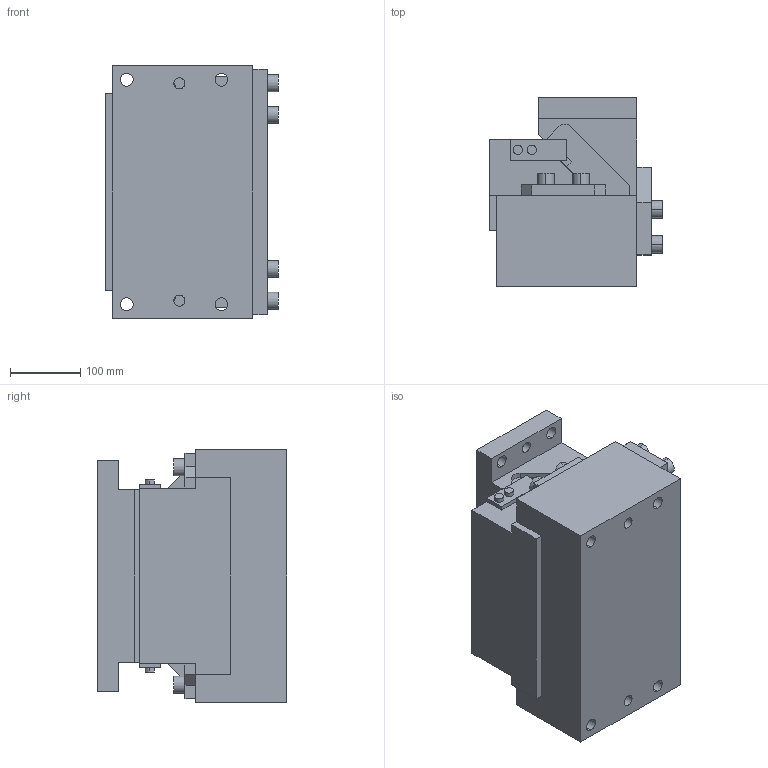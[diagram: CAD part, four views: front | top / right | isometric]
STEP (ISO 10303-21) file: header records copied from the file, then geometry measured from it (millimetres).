
FILE_DESCRIPTION(('CATIA V5 STEP Exchange'),'2;1');
FILE_NAME('CDCA_250_00_40.stp','2018-09-24T14:18:30+00:00',('none'),('none'),'CATIA Version 5 Release 20 GA (IN-10)','CATIA V5 STEP AP203','none');
FILE_SCHEMA(('CONFIG_CONTROL_DESIGN'));
Length unit declared in the file: millimetre
Products named in the file (1): CDCA_250_00_40
Bounding box: 246 x 270 x 360 mm (x, y, z)
Volume: 14808871.1 mm3; surface area: 940434.6 mm2
Topology: 3 solids, 7 shells, 229 faces, 654 edges, 457 vertices
Faces by surface type: plane 151, cylinder 74, cone 4
Entity records: 7671 total; most frequent: CARTESIAN_POINT 1754, ORIENTED_EDGE 1300, DIRECTION 1008, EDGE_CURVE 650, VERTEX_POINT 457, VECTOR 428, LINE 428, AXIS2_PLACEMENT_3D 385
